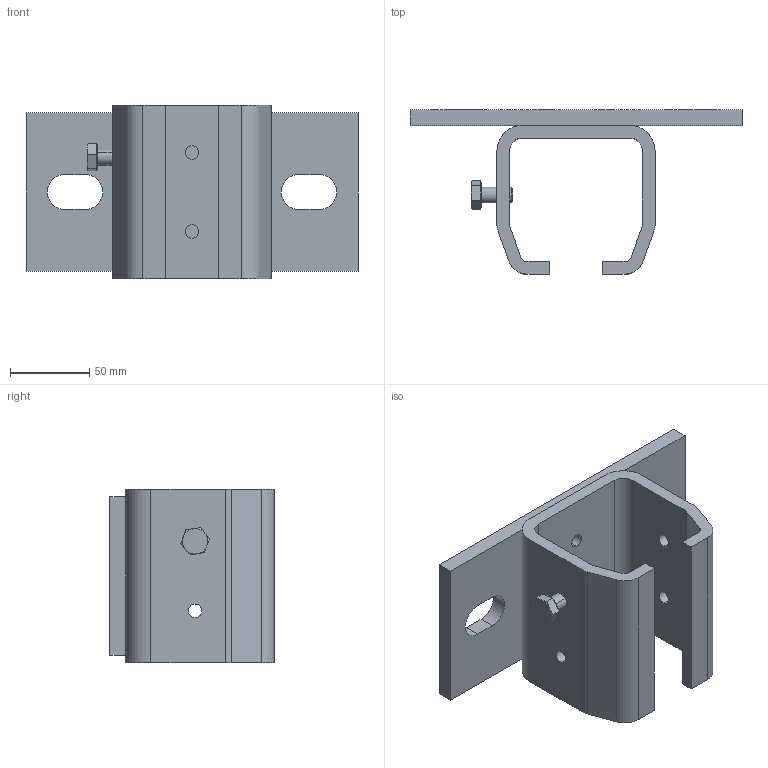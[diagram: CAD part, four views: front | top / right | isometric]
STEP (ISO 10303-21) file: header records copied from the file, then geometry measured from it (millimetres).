
FILE_DESCRIPTION (( 'STEP AP203' ), '1' );
FILE_NAME ('1.26.B02.STEP', '2019-02-25T07:35:28', ( '' ), ( '' ), 'SwSTEP 2.0', 'SolidWorks 2018', '' );
FILE_SCHEMA (( 'CONFIG_CONTROL_DESIGN' ));
Length unit declared in the file: millimetre
Products named in the file (1): 1.26.B02
Bounding box: 210 x 104 x 110 mm (x, y, z)
Volume: 455530.4 mm3; surface area: 121021 mm2
Topology: 3 solids, 3 shells, 114 faces, 282 edges, 175 vertices
Faces by surface type: cylinder 46, plane 46, torus 14, cone 8
Entity records: 3503 total; most frequent: CARTESIAN_POINT 638, DIRECTION 620, ORIENTED_EDGE 552, EDGE_CURVE 276, AXIS2_PLACEMENT_3D 241, VERTEX_POINT 175, LINE 138, VECTOR 138
